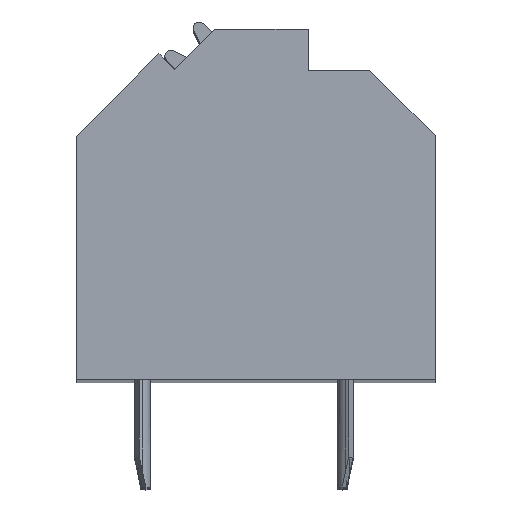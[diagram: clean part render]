
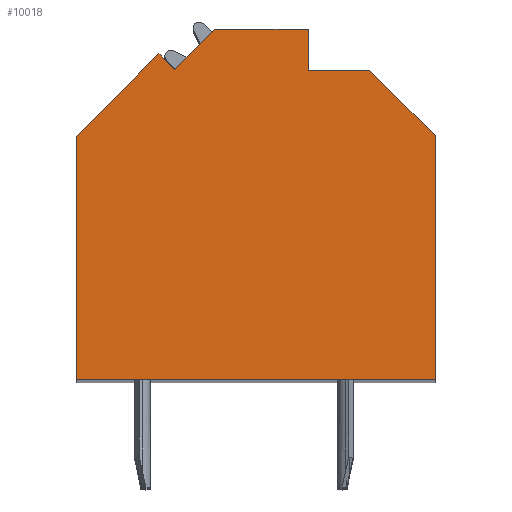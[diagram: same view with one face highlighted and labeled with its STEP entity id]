
A CAD part, top view. The second image highlights one B-rep face of the part: STEP entity #10018.
In plain terms, the highlighted planar face has unit normal (0, 0, 1).
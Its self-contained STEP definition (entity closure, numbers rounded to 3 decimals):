
#779=DIRECTION('',(-0.707,-0.707,0.));
#780=VECTOR('',#779,1.897);
#781=CARTESIAN_POINT('',(-1.39,5.718,59.285));
#782=LINE('',#781,#780);
#783=DIRECTION('',(-1.,0.,0.));
#784=VECTOR('',#783,3.14);
#785=CARTESIAN_POINT('',(1.75,5.718,59.285));
#786=LINE('',#785,#784);
#787=DIRECTION('',(0.,1.,0.));
#788=VECTOR('',#787,1.368);
#789=CARTESIAN_POINT('',(1.75,4.35,59.285));
#790=LINE('',#789,#788);
#791=DIRECTION('',(-1.,0.,0.));
#792=VECTOR('',#791,2.05);
#793=CARTESIAN_POINT('',(3.8,4.35,59.285));
#794=LINE('',#793,#792);
#795=DIRECTION('',(-0.707,0.707,0.));
#796=VECTOR('',#795,3.111);
#797=CARTESIAN_POINT('',(6.,2.15,59.285));
#798=LINE('',#797,#796);
#799=DIRECTION('',(0.,1.,0.));
#800=VECTOR('',#799,8.15);
#801=CARTESIAN_POINT('',(6.,-6.,59.285));
#802=LINE('',#801,#800);
#803=DIRECTION('',(1.,0.,0.));
#804=VECTOR('',#803,12.);
#805=CARTESIAN_POINT('',(-6.,-6.,59.285));
#806=LINE('',#805,#804);
#807=DIRECTION('',(0.,-1.,0.));
#808=VECTOR('',#807,8.14);
#809=CARTESIAN_POINT('',(-6.,2.14,59.285));
#810=LINE('',#809,#808);
#811=DIRECTION('',(-0.707,-0.707,0.));
#812=VECTOR('',#811,3.892);
#813=CARTESIAN_POINT('',(-3.248,4.892,59.285));
#814=LINE('',#813,#812);
#815=DIRECTION('',(-0.707,0.707,0.));
#816=VECTOR('',#815,0.73);
#817=CARTESIAN_POINT('',(-2.732,4.376,59.285));
#818=LINE('',#817,#816);
#7085=CARTESIAN_POINT('',(-1.39,5.718,59.285));
#7086=CARTESIAN_POINT('',(-2.732,4.376,59.285));
#7087=VERTEX_POINT('',#7085);
#7088=VERTEX_POINT('',#7086);
#7089=CARTESIAN_POINT('',(-3.248,4.892,59.285));
#7090=VERTEX_POINT('',#7089);
#7091=CARTESIAN_POINT('',(-6.,2.14,59.285));
#7092=VERTEX_POINT('',#7091);
#7093=CARTESIAN_POINT('',(-6.,-6.,59.285));
#7094=VERTEX_POINT('',#7093);
#7095=CARTESIAN_POINT('',(6.,-6.,59.285));
#7096=VERTEX_POINT('',#7095);
#7097=CARTESIAN_POINT('',(6.,2.15,59.285));
#7098=VERTEX_POINT('',#7097);
#7099=CARTESIAN_POINT('',(3.8,4.35,59.285));
#7100=VERTEX_POINT('',#7099);
#7101=CARTESIAN_POINT('',(1.75,4.35,59.285));
#7102=VERTEX_POINT('',#7101);
#7103=CARTESIAN_POINT('',(1.75,5.718,59.285));
#7104=VERTEX_POINT('',#7103);
#9994=CARTESIAN_POINT('',(0.,0.,59.285));
#9995=DIRECTION('',(0.,0.,1.));
#9996=DIRECTION('',(1.,0.,0.));
#9997=AXIS2_PLACEMENT_3D('',#9994,#9995,#9996);
#9998=PLANE('',#9997);
#10000=ORIENTED_EDGE('',*,*,#9999,.F.);
#10002=ORIENTED_EDGE('',*,*,#10001,.F.);
#10004=ORIENTED_EDGE('',*,*,#10003,.F.);
#10006=ORIENTED_EDGE('',*,*,#10005,.F.);
#10008=ORIENTED_EDGE('',*,*,#10007,.F.);
#10010=ORIENTED_EDGE('',*,*,#10009,.F.);
#10012=ORIENTED_EDGE('',*,*,#10011,.F.);
#10013=ORIENTED_EDGE('',*,*,#9547,.F.);
#10014=ORIENTED_EDGE('',*,*,#9835,.F.);
#10015=ORIENTED_EDGE('',*,*,#9501,.F.);
#10016=EDGE_LOOP('',(#10000,#10002,#10004,#10006,#10008,#10010,#10012,#10013,
#10014,#10015));
#10017=FACE_OUTER_BOUND('',#10016,.F.);
#9501=EDGE_CURVE('',#7088,#7090,#818,.T.);
#9547=EDGE_CURVE('',#7092,#7094,#810,.T.);
#9835=EDGE_CURVE('',#7090,#7092,#814,.T.);
#9999=EDGE_CURVE('',#7087,#7088,#782,.T.);
#10001=EDGE_CURVE('',#7104,#7087,#786,.T.);
#10003=EDGE_CURVE('',#7102,#7104,#790,.T.);
#10005=EDGE_CURVE('',#7100,#7102,#794,.T.);
#10007=EDGE_CURVE('',#7098,#7100,#798,.T.);
#10009=EDGE_CURVE('',#7096,#7098,#802,.T.);
#10011=EDGE_CURVE('',#7094,#7096,#806,.T.);
#10018=ADVANCED_FACE('',(#10017),#9998,.T.);
